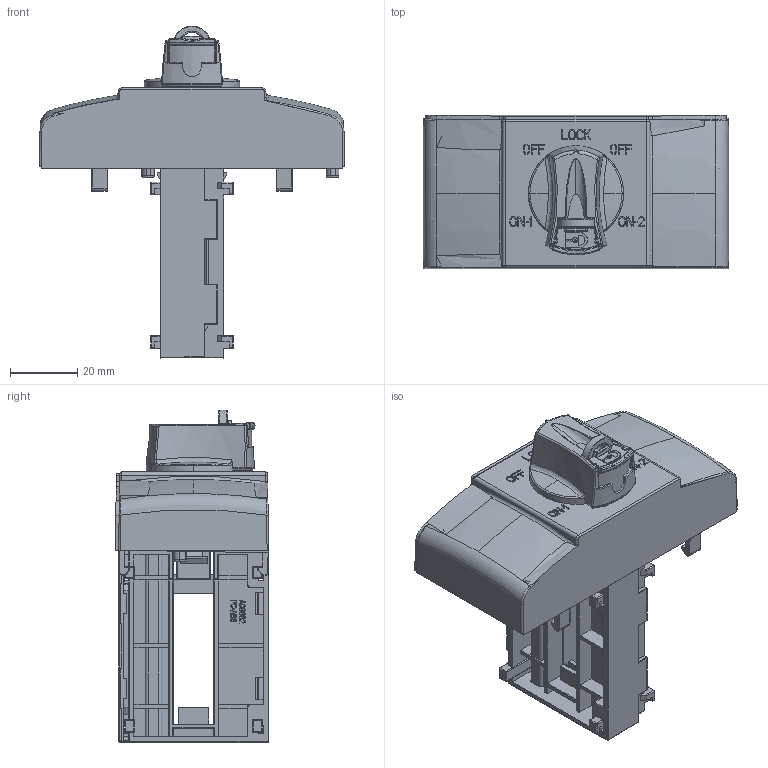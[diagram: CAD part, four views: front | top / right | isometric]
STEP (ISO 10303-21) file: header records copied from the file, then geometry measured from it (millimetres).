
FILE_DESCRIPTION (( 'STEP AP214' ), '1' );
FILE_NAME ('ZH37CK12.STEP', '2025-02-19T16:21:55', ( '' ), ( '' ), 'SwSTEP 2.0', 'SolidWorks 2022', '' );
FILE_SCHEMA (( 'AUTOMOTIVE_DESIGN' ));
Length unit declared in the file: millimetre
Products named in the file (1): ZH37CK12
Bounding box: 91 x 45.81 x 98.98 mm (x, y, z)
Volume: 109967 mm3; surface area: 35009.9 mm2
Topology: 1 solids, 4 shells, 2656 faces, 7312 edges, 4665 vertices
Faces by surface type: plane 1935, cylinder 448, bspline 103, sphere 77, torus 75, cone 18
Entity records: 118019 total; most frequent: CARTESIAN_POINT 23295, ORIENTED_EDGE 14498, DIRECTION 12515, EDGE_CURVE 7249, LINE 5921, VECTOR 5921, VERTEX_POINT 4651, AXIS2_PLACEMENT_3D 3297
